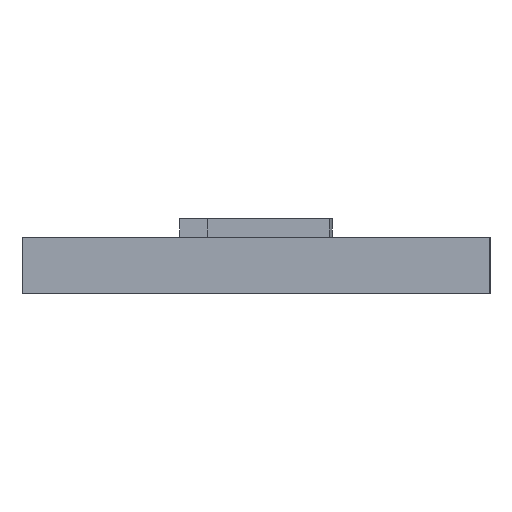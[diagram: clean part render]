
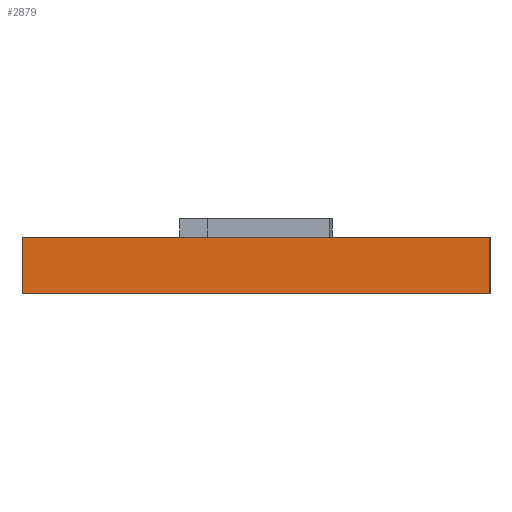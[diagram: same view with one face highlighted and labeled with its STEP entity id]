
A CAD part, left-side view. The second image highlights one B-rep face of the part: STEP entity #2879.
In plain terms, the highlighted planar face has unit normal (-1, 0, 0).
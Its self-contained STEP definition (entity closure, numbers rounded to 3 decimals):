
#327=FACE_OUTER_BOUND('',#494,.T.);
#494=EDGE_LOOP('',(#2607,#2608,#2609,#2610));
#800=LINE('',#5073,#1111);
#804=LINE('',#5081,#1115);
#805=LINE('',#5084,#1116);
#806=LINE('',#5085,#1117);
#1111=VECTOR('',#3505,10.);
#1115=VECTOR('',#3513,10.);
#1116=VECTOR('',#3516,10.);
#1117=VECTOR('',#3517,10.);
#1389=VERTEX_POINT('',#5070);
#1390=VERTEX_POINT('',#5072);
#1391=VERTEX_POINT('',#5077);
#1393=VERTEX_POINT('',#5083);
#1796=EDGE_CURVE('',#1389,#1390,#800,.T.);
#1800=EDGE_CURVE('',#1391,#1390,#804,.T.);
#1801=EDGE_CURVE('',#1393,#1391,#805,.T.);
#1802=EDGE_CURVE('',#1393,#1389,#806,.T.);
#2607=ORIENTED_EDGE('',*,*,#1801,.T.);
#2608=ORIENTED_EDGE('',*,*,#1800,.T.);
#2609=ORIENTED_EDGE('',*,*,#1796,.F.);
#2610=ORIENTED_EDGE('',*,*,#1802,.F.);
#2726=PLANE('',#3005);
#2879=ADVANCED_FACE('',(#327),#2726,.T.);
#3005=AXIS2_PLACEMENT_3D('',#5082,#3514,#3515);
#3505=DIRECTION('',(0.,-1.,0.));
#3513=DIRECTION('',(0.,0.,1.));
#3514=DIRECTION('center_axis',(-1.,0.,0.));
#3515=DIRECTION('ref_axis',(0.,-1.,0.));
#3516=DIRECTION('',(0.,-1.,0.));
#3517=DIRECTION('',(0.,0.,1.));
#5070=CARTESIAN_POINT('',(0.,25.,3.));
#5072=CARTESIAN_POINT('',(0.,0.,3.));
#5073=CARTESIAN_POINT('',(0.,25.,3.));
#5077=CARTESIAN_POINT('',(0.,0.,0.));
#5081=CARTESIAN_POINT('',(0.,0.,0.));
#5082=CARTESIAN_POINT('Origin',(0.,25.,0.));
#5083=CARTESIAN_POINT('',(0.,25.,0.));
#5084=CARTESIAN_POINT('',(0.,25.,0.));
#5085=CARTESIAN_POINT('',(0.,25.,0.));
